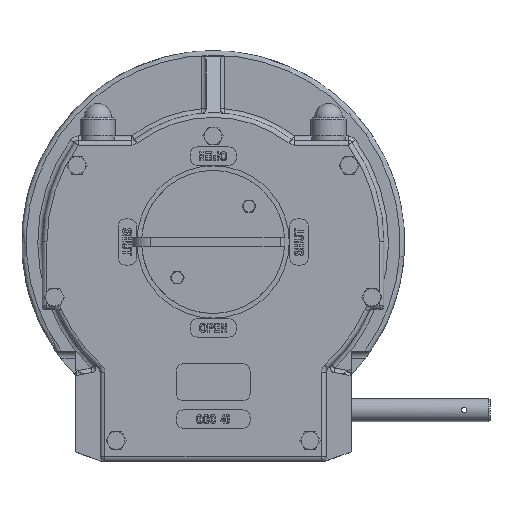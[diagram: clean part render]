
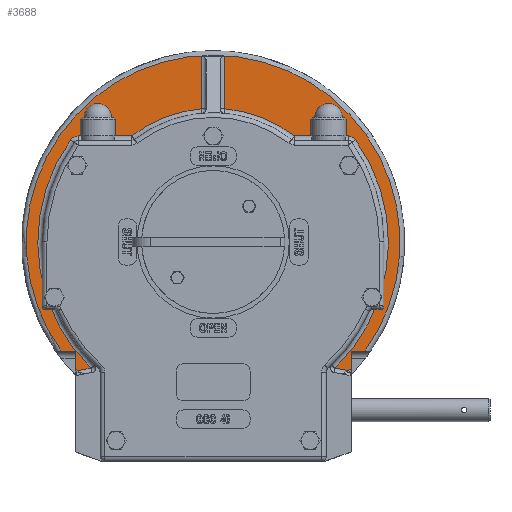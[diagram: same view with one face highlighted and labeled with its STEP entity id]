
A CAD part, top view. The second image highlights one B-rep face of the part: STEP entity #3688.
In plain terms, the highlighted planar face has unit normal (0, 0, 1).
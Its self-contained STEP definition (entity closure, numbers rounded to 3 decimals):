
#3688 = ADVANCED_FACE( '', ( #7915 ), #7916, .F. );
#7915 = FACE_OUTER_BOUND( '', #14777, .T. );
#7916 = PLANE( '', #14778 );
#14777 = EDGE_LOOP( '', ( #27114, #27115, #27116, #27117, #27118, #27119, #27120, #27121, #27122, #27123, #27124, #27125, #27126, #27127, #27128, #27129, #27130, #27131, #27132, #27133 ) );
#14778 = AXIS2_PLACEMENT_3D( '', #27134, #27135, #27136 );
#27114 = ORIENTED_EDGE( '', *, *, #33972, .T. );
#27115 = ORIENTED_EDGE( '', *, *, #32928, .T. );
#27116 = ORIENTED_EDGE( '', *, *, #34922, .T. );
#27117 = ORIENTED_EDGE( '', *, *, #34057, .T. );
#27118 = ORIENTED_EDGE( '', *, *, #32551, .T. );
#27119 = ORIENTED_EDGE( '', *, *, #35052, .T. );
#27120 = ORIENTED_EDGE( '', *, *, #31487, .T. );
#27121 = ORIENTED_EDGE( '', *, *, #35053, .T. );
#27122 = ORIENTED_EDGE( '', *, *, #35054, .F. );
#27123 = ORIENTED_EDGE( '', *, *, #34258, .T. );
#27124 = ORIENTED_EDGE( '', *, *, #35055, .T. );
#27125 = ORIENTED_EDGE( '', *, *, #33415, .T. );
#27126 = ORIENTED_EDGE( '', *, *, #34943, .F. );
#27127 = ORIENTED_EDGE( '', *, *, #35056, .T. );
#27128 = ORIENTED_EDGE( '', *, *, #35057, .T. );
#27129 = ORIENTED_EDGE( '', *, *, #32881, .T. );
#27130 = ORIENTED_EDGE( '', *, *, #32473, .F. );
#27131 = ORIENTED_EDGE( '', *, *, #32042, .T. );
#27132 = ORIENTED_EDGE( '', *, *, #32128, .T. );
#27133 = ORIENTED_EDGE( '', *, *, #32847, .T. );
#27134 = CARTESIAN_POINT( '', ( 0., 0., 56. ) );
#27135 = DIRECTION( '', ( 0., 0., -1. ) );
#27136 = DIRECTION( '', ( -1., 0., 0. ) );
#31487 = EDGE_CURVE( '', #37211, #35812, #37212, .F. );
#32042 = EDGE_CURVE( '', #38157, #38162, #38164, .T. );
#32128 = EDGE_CURVE( '', #38162, #38301, #38303, .F. );
#32473 = EDGE_CURVE( '', #38157, #38863, #38866, .F. );
#32551 = EDGE_CURVE( '', #38993, #38991, #38994, .T. );
#32847 = EDGE_CURVE( '', #38301, #39445, #39448, .F. );
#32881 = EDGE_CURVE( '', #39496, #38863, #39498, .T. );
#32928 = EDGE_CURVE( '', #39566, #39567, #39568, .T. );
#33415 = EDGE_CURVE( '', #40279, #40277, #40280, .F. );
#33972 = EDGE_CURVE( '', #39445, #39566, #41045, .T. );
#34057 = EDGE_CURVE( '', #41147, #38993, #41150, .T. );
#34258 = EDGE_CURVE( '', #41404, #41407, #41409, .T. );
#34922 = EDGE_CURVE( '', #39567, #41147, #42248, .F. );
#34943 = EDGE_CURVE( '', #42272, #40277, #42274, .T. );
#35052 = EDGE_CURVE( '', #38991, #37211, #42403, .F. );
#35053 = EDGE_CURVE( '', #35812, #42404, #42405, .T. );
#35054 = EDGE_CURVE( '', #41404, #42404, #42406, .F. );
#35055 = EDGE_CURVE( '', #41407, #40279, #42407, .T. );
#35056 = EDGE_CURVE( '', #42272, #42317, #42408, .T. );
#35057 = EDGE_CURVE( '', #42317, #39496, #42409, .T. );
#35812 = VERTEX_POINT( '', #43326 );
#37211 = VERTEX_POINT( '', #46787 );
#37212 = LINE( '', #46788, #46789 );
#38157 = VERTEX_POINT( '', #48913 );
#38162 = VERTEX_POINT( '', #48918 );
#38164 = CIRCLE( '', #48920, 190. );
#38301 = VERTEX_POINT( '', #49264 );
#38303 = LINE( '', #49328, #49329 );
#38863 = VERTEX_POINT( '', #50719 );
#38866 = CIRCLE( '', #50722, 10. );
#38991 = VERTEX_POINT( '', #51027 );
#38993 = VERTEX_POINT( '', #51036 );
#38994 = LINE( '', #51037, #51038 );
#39445 = VERTEX_POINT( '', #52050 );
#39448 = CIRCLE( '', #52058, 202.5 );
#39496 = VERTEX_POINT( '', #52143 );
#39498 = LINE( '', #52145, #52146 );
#39566 = VERTEX_POINT( '', #52354 );
#39567 = VERTEX_POINT( '', #52355 );
#39568 = LINE( '', #52356, #52357 );
#40277 = VERTEX_POINT( '', #54051 );
#40279 = VERTEX_POINT( '', #54053 );
#40280 = LINE( '', #54054, #54055 );
#41045 = LINE( '', #55851, #55852 );
#41147 = VERTEX_POINT( '', #56217 );
#41150 = LINE( '', #56238, #56239 );
#41404 = VERTEX_POINT( '', #56821 );
#41407 = VERTEX_POINT( '', #56825 );
#41409 = LINE( '', #56827, #56828 );
#42248 = CIRCLE( '', #58655, 202.5 );
#42272 = VERTEX_POINT( '', #58683 );
#42274 = LINE( '', #58685, #58686 );
#42317 = VERTEX_POINT( '', #58792 );
#42403 = CIRCLE( '', #58934, 202.5 );
#42404 = VERTEX_POINT( '', #58935 );
#42405 = CIRCLE( '', #58936, 190. );
#42406 = CIRCLE( '', #58937, 10. );
#42407 = CIRCLE( '', #58938, 145. );
#42408 = LINE( '', #58939, #58940 );
#42409 = CIRCLE( '', #58941, 145. );
#43326 = CARTESIAN_POINT( '', ( -132.089, -136.574, 56. ) );
#46787 = CARTESIAN_POINT( '', ( -147.058, -139.213, 56. ) );
#46788 = CARTESIAN_POINT( '', ( -122.105, -134.813, 56. ) );
#46789 = VECTOR( '', #61111, 1000. );
#48913 = CARTESIAN_POINT( '', ( 154.324, 110.833, 56. ) );
#48918 = CARTESIAN_POINT( '', ( 132.089, -136.574, 56. ) );
#48920 = AXIS2_PLACEMENT_3D( '', #61715, #61716, #61717 );
#49264 = CARTESIAN_POINT( '', ( 147.058, -139.213, 56. ) );
#49328 = CARTESIAN_POINT( '', ( 149.686, -139.677, 56. ) );
#49329 = VECTOR( '', #61816, 1000. );
#50719 = CARTESIAN_POINT( '', ( 146.202, 115., 56. ) );
#50722 = AXIS2_PLACEMENT_3D( '', #62111, #62112, #62113 );
#51027 = CARTESIAN_POINT( '', ( -149.5, -136.587, 56. ) );
#51036 = CARTESIAN_POINT( '', ( -149.5, -118., 56. ) );
#51037 = CARTESIAN_POINT( '', ( -149.5, 0., 56. ) );
#51038 = VECTOR( '', #62224, 1000. );
#52050 = CARTESIAN_POINT( '', ( 149.5, -136.587, 56. ) );
#52058 = AXIS2_PLACEMENT_3D( '', #62562, #62563, #62564 );
#52143 = CARTESIAN_POINT( '', ( 88.318, 115., 56. ) );
#52145 = CARTESIAN_POINT( '', ( 0., 115., 56. ) );
#52146 = VECTOR( '', #62598, 1000. );
#52354 = CARTESIAN_POINT( '', ( 149.5, -118., 56. ) );
#52355 = CARTESIAN_POINT( '', ( 164.567, -118., 56. ) );
#52356 = CARTESIAN_POINT( '', ( 0., -118., 56. ) );
#52357 = VECTOR( '', #62646, 1000. );
#54051 = CARTESIAN_POINT( '', ( -12.5, 201.5, 56. ) );
#54053 = CARTESIAN_POINT( '', ( -12.5, 144.46, 56. ) );
#54054 = CARTESIAN_POINT( '', ( -12.5, 201.5, 56. ) );
#54055 = VECTOR( '', #63165, 1000. );
#55851 = CARTESIAN_POINT( '', ( 149.5, 0., 56. ) );
#55852 = VECTOR( '', #63731, 1000. );
#56217 = CARTESIAN_POINT( '', ( -164.567, -118., 56. ) );
#56238 = CARTESIAN_POINT( '', ( 0., -118., 56. ) );
#56239 = VECTOR( '', #63800, 1000. );
#56821 = CARTESIAN_POINT( '', ( -146.202, 115., 56. ) );
#56825 = CARTESIAN_POINT( '', ( -88.318, 115., 56. ) );
#56827 = CARTESIAN_POINT( '', ( 0., 115., 56. ) );
#56828 = VECTOR( '', #63995, 1000. );
#58655 = AXIS2_PLACEMENT_3D( '', #64548, #64549, #64550 );
#58683 = CARTESIAN_POINT( '', ( 12.5, 201.5, 56. ) );
#58685 = CARTESIAN_POINT( '', ( 0., 201.5, 56. ) );
#58686 = VECTOR( '', #64575, 1000. );
#58792 = CARTESIAN_POINT( '', ( 12.5, 144.46, 56. ) );
#58934 = AXIS2_PLACEMENT_3D( '', #64679, #64680, #64681 );
#58935 = CARTESIAN_POINT( '', ( -154.324, 110.833, 56. ) );
#58936 = AXIS2_PLACEMENT_3D( '', #64682, #64683, #64684 );
#58937 = AXIS2_PLACEMENT_3D( '', #64685, #64686, #64687 );
#58938 = AXIS2_PLACEMENT_3D( '', #64688, #64689, #64690 );
#58939 = CARTESIAN_POINT( '', ( 12.5, 0., 56. ) );
#58940 = VECTOR( '', #64691, 1000. );
#58941 = AXIS2_PLACEMENT_3D( '', #64692, #64693, #64694 );
#61111 = DIRECTION( '', ( -0.985, -0.174, 0. ) );
#61715 = CARTESIAN_POINT( '', ( 0., 0., 56. ) );
#61716 = DIRECTION( '', ( 0., 0., -1. ) );
#61717 = DIRECTION( '', ( -1., 0., 0. ) );
#61816 = DIRECTION( '', ( -0.985, 0.174, 0. ) );
#62111 = CARTESIAN_POINT( '', ( 146.202, 105., 56. ) );
#62112 = DIRECTION( '', ( 0., 0., -1. ) );
#62113 = DIRECTION( '', ( -1., 0., 0. ) );
#62224 = DIRECTION( '', ( 0., -1., 0. ) );
#62562 = CARTESIAN_POINT( '', ( 0., 0., 56. ) );
#62563 = DIRECTION( '', ( 0., 0., -1. ) );
#62564 = DIRECTION( '', ( -1., 0., 0. ) );
#62598 = DIRECTION( '', ( 1., 0., 0. ) );
#62646 = DIRECTION( '', ( 1., 0., 0. ) );
#63165 = DIRECTION( '', ( 0., -1., 0. ) );
#63731 = DIRECTION( '', ( 0., 1., 0. ) );
#63800 = DIRECTION( '', ( 1., 0., 0. ) );
#63995 = DIRECTION( '', ( 1., 0., 0. ) );
#64548 = CARTESIAN_POINT( '', ( 0., 0., 56. ) );
#64549 = DIRECTION( '', ( 0., 0., -1. ) );
#64550 = DIRECTION( '', ( -1., 0., 0. ) );
#64575 = DIRECTION( '', ( -1., 0., 0. ) );
#64679 = CARTESIAN_POINT( '', ( 0., 0., 56. ) );
#64680 = DIRECTION( '', ( 0., 0., -1. ) );
#64681 = DIRECTION( '', ( -1., 0., 0. ) );
#64682 = CARTESIAN_POINT( '', ( 0., 0., 56. ) );
#64683 = DIRECTION( '', ( 0., 0., -1. ) );
#64684 = DIRECTION( '', ( -1., 0., 0. ) );
#64685 = CARTESIAN_POINT( '', ( -146.202, 105., 56. ) );
#64686 = DIRECTION( '', ( 0., 0., -1. ) );
#64687 = DIRECTION( '', ( -1., 0., 0. ) );
#64688 = CARTESIAN_POINT( '', ( 0., 0., 56. ) );
#64689 = DIRECTION( '', ( 0., 0., -1. ) );
#64690 = DIRECTION( '', ( -1., 0., 0. ) );
#64691 = DIRECTION( '', ( 0., -1., 0. ) );
#64692 = CARTESIAN_POINT( '', ( 0., 0., 56. ) );
#64693 = DIRECTION( '', ( 0., 0., -1. ) );
#64694 = DIRECTION( '', ( -1., 0., 0. ) );
